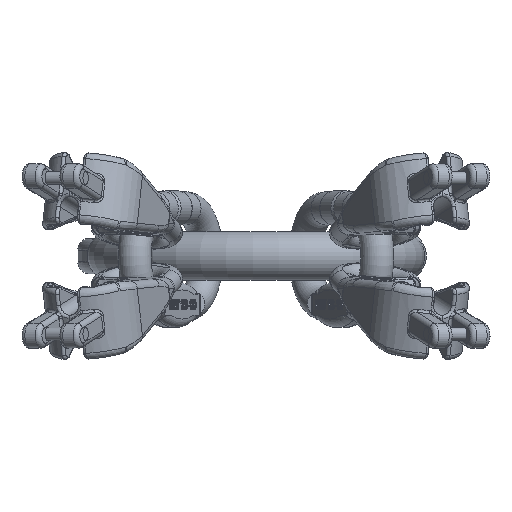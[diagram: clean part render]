
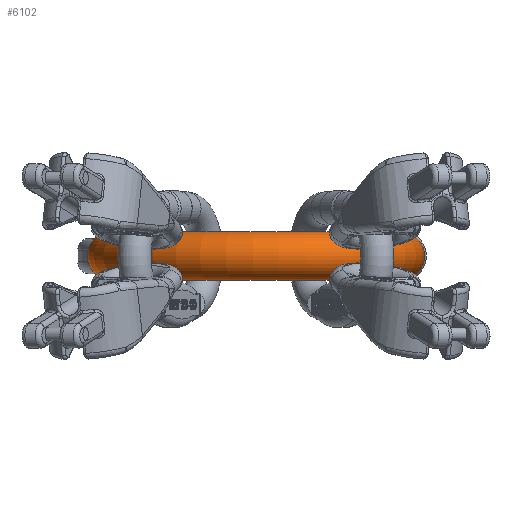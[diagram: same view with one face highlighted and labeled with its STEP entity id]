
A CAD part, front view. The second image highlights one B-rep face of the part: STEP entity #6102.
In plain terms, the highlighted toroidal (fillet/blend) face has major radius 57 mm and minor radius 9.5 mm.
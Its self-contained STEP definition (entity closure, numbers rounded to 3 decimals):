
#4403=TOROIDAL_SURFACE('',#41488,57.,9.5);
#6102=ADVANCED_FACE('',(#8725,#8726),#4403,.T.);
#8282=CIRCLE('',#41479,9.5);
#8283=CIRCLE('',#41481,9.5);
#8725=FACE_BOUND('',#10575,.T.);
#8726=FACE_BOUND('',#10576,.T.);
#10575=EDGE_LOOP('',(#22236));
#10576=EDGE_LOOP('',(#22237));
#22236=ORIENTED_EDGE('',*,*,#33067,.F.);
#22237=ORIENTED_EDGE('',*,*,#33066,.T.);
#27931=VERTEX_POINT('',#75860);
#27932=VERTEX_POINT('',#75863);
#33066=EDGE_CURVE('',#27931,#27931,#8282,.T.);
#33067=EDGE_CURVE('',#27932,#27932,#8283,.T.);
#41479=AXIS2_PLACEMENT_3D('',#75859,#48162,#48163);
#41481=AXIS2_PLACEMENT_3D('',#75862,#48166,#48167);
#41488=AXIS2_PLACEMENT_3D('',#75873,#48180,#48181);
#48162=DIRECTION('',(0.,-1.,0.));
#48163=DIRECTION('',(1.,0.,0.));
#48166=DIRECTION('',(0.,1.,0.));
#48167=DIRECTION('',(-1.,0.,0.));
#48180=DIRECTION('',(0.,0.,-1.));
#48181=DIRECTION('',(-1.,0.,0.));
#75859=CARTESIAN_POINT('',(-57.,-17.5,0.));
#75860=CARTESIAN_POINT('',(-47.5,-17.5,0.));
#75862=CARTESIAN_POINT('',(57.,-17.5,0.));
#75863=CARTESIAN_POINT('',(47.5,-17.5,0.));
#75873=CARTESIAN_POINT('',(0.,-17.5,0.));
